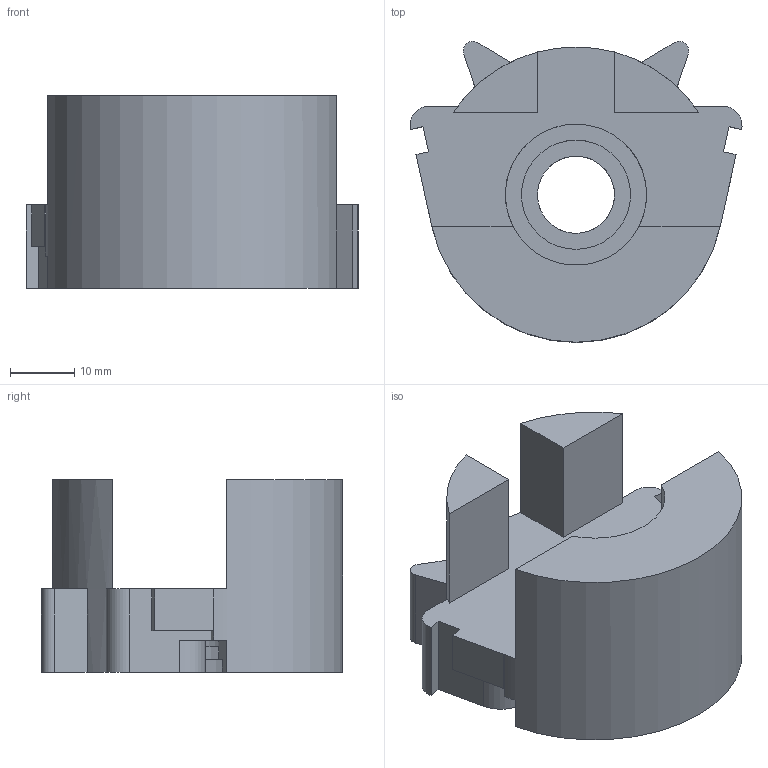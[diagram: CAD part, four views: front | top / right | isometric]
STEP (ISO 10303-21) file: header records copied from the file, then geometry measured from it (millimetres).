
FILE_DESCRIPTION(/* description */ ('STEP AP242','CAx-IF Rec.Pracs.---Representation and Presentation of Product Manufacturing Information (PMI)---4.0---2014-10-13','CAx-IF Rec.Pracs.---3D Tessellated Geometry---0.4---2014-09-14','2;1','CAx-IF Rec.Pracs.---User Defined Attributes---1.5---2016-08-15'),/* implementation_level */ '2;1');
FILE_NAME(/* name */ '691809274c86059a77f685b2',/* time_stamp */ '2025-11-15T05:01:28Z',/* author */ (''),/* organization */ (''),/* preprocessor_version */ 'ST-DEVELOPER v20',/* originating_system */ 'ONSHAPE BY PTC INC, 1.206',/* authorisation */ ' ');
FILE_SCHEMA (('AP242_MANAGED_MODEL_BASED_3D_ENGINEERING_MIM_LF { 1 0 10303 442 1 1 4 }'));
Length unit declared in the file: metre
Products named in the file (1): cell_spacer_neg_end
Bounding box: 51.69 x 46.87 x 30 mm (x, y, z)
Volume: 31354.1 mm3; surface area: 9679.5 mm2
Topology: 1 solids, 1 shells, 52 faces, 149 edges, 99 vertices
Faces by surface type: plane 38, cylinder 14
Full cylindrical faces by diameter (mm): 12 x1, 17 x1, 22 x1
Entity records: 1701 total; most frequent: CARTESIAN_POINT 294, DIRECTION 293, ORIENTED_EDGE 288, EDGE_CURVE 144, LINE 101, VECTOR 101, VERTEX_POINT 97, AXIS2_PLACEMENT_3D 96
